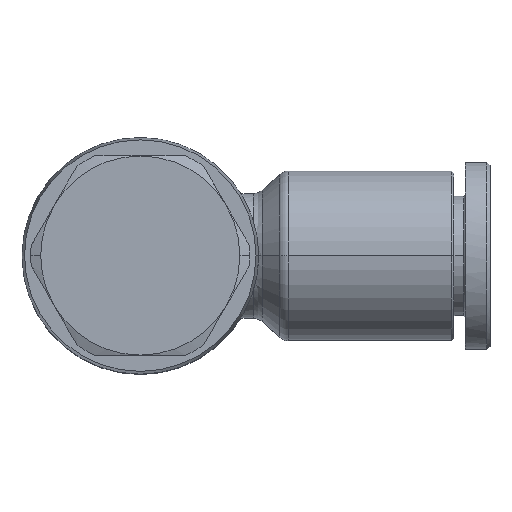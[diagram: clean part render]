
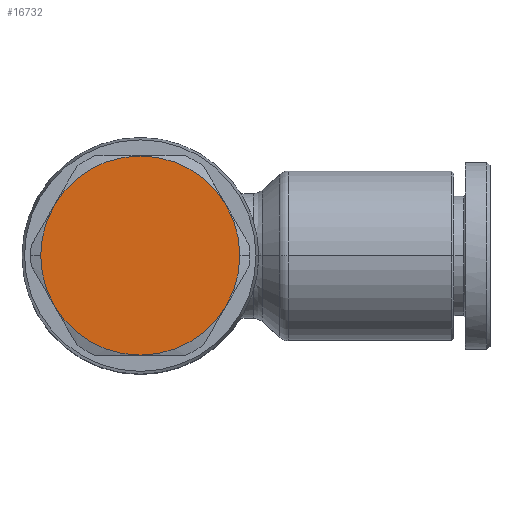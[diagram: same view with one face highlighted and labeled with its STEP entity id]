
A CAD part, top view. The second image highlights one B-rep face of the part: STEP entity #16732.
In plain terms, the highlighted planar face has unit normal (0, 0, 1).
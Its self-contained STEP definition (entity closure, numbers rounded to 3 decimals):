
#1892=CARTESIAN_POINT('',(-3.5,0.,12.));
#1893=VERTEX_POINT('',#1892);
#1901=CARTESIAN_POINT('',(-2.428,-4.,12.));
#1902=VERTEX_POINT('',#1901);
#1916=CARTESIAN_POINT('',(4.5,0.,12.));
#1917=DIRECTION('',(0.0,0.0,1.0));
#1918=DIRECTION('',(1.0,0.0,0.0));
#1919=AXIS2_PLACEMENT_3D('',#1916,#1917,#1918);
#1920=CIRCLE('',#1919,8.);
#1921=EDGE_CURVE('',#1893,#1902,#1920,.T.);
#1931=CARTESIAN_POINT('',(12.5,0.,12.));
#1932=VERTEX_POINT('',#1931);
#1939=CARTESIAN_POINT('',(11.428,-4.,12.));
#1940=VERTEX_POINT('',#1939);
#1941=CARTESIAN_POINT('',(4.5,0.,12.));
#1942=DIRECTION('',(0.0,0.0,1.0));
#1943=DIRECTION('',(1.0,0.0,0.0));
#1944=AXIS2_PLACEMENT_3D('',#1941,#1942,#1943);
#1945=CIRCLE('',#1944,8.);
#1946=EDGE_CURVE('',#1940,#1932,#1945,.T.);
#16126=CARTESIAN_POINT('',(11.428,4.,12.));
#16127=VERTEX_POINT('',#16126);
#16150=CARTESIAN_POINT('',(4.5,8.0,12.));
#16151=VERTEX_POINT('',#16150);
#16165=CARTESIAN_POINT('',(4.5,0.,12.));
#16166=DIRECTION('',(0.0,0.0,1.0));
#16167=DIRECTION('',(1.0,0.0,0.0));
#16168=AXIS2_PLACEMENT_3D('',#16165,#16166,#16167);
#16169=CIRCLE('',#16168,8.);
#16170=EDGE_CURVE('',#16127,#16151,#16169,.T.);
#16203=CARTESIAN_POINT('',(4.5,0.,12.));
#16204=DIRECTION('',(0.0,0.0,1.0));
#16205=DIRECTION('',(1.0,0.0,0.0));
#16206=AXIS2_PLACEMENT_3D('',#16203,#16204,#16205);
#16207=CIRCLE('',#16206,8.);
#16208=EDGE_CURVE('',#1932,#16127,#16207,.T.);
#16220=CARTESIAN_POINT('',(4.5,-8.,12.0));
#16221=VERTEX_POINT('',#16220);
#16257=CARTESIAN_POINT('',(4.5,0.,12.));
#16258=DIRECTION('',(0.0,0.0,1.0));
#16259=DIRECTION('',(1.0,0.0,0.0));
#16260=AXIS2_PLACEMENT_3D('',#16257,#16258,#16259);
#16261=CIRCLE('',#16260,8.);
#16262=EDGE_CURVE('',#16221,#1940,#16261,.T.);
#16287=CARTESIAN_POINT('',(4.5,0.,12.));
#16288=DIRECTION('',(0.0,0.0,1.0));
#16289=DIRECTION('',(1.0,0.0,0.0));
#16290=AXIS2_PLACEMENT_3D('',#16287,#16288,#16289);
#16291=CIRCLE('',#16290,8.);
#16292=EDGE_CURVE('',#1902,#16221,#16291,.T.);
#16325=CARTESIAN_POINT('',(-2.428,4.,12.));
#16326=VERTEX_POINT('',#16325);
#16327=CARTESIAN_POINT('',(4.5,0.,12.));
#16328=DIRECTION('',(0.0,0.0,1.0));
#16329=DIRECTION('',(1.0,0.0,0.0));
#16330=AXIS2_PLACEMENT_3D('',#16327,#16328,#16329);
#16331=CIRCLE('',#16330,8.);
#16332=EDGE_CURVE('',#16326,#1893,#16331,.T.);
#16379=CARTESIAN_POINT('',(4.5,0.,12.));
#16380=DIRECTION('',(0.0,0.0,1.0));
#16381=DIRECTION('',(1.0,0.0,0.0));
#16382=AXIS2_PLACEMENT_3D('',#16379,#16380,#16381);
#16383=CIRCLE('',#16382,8.);
#16384=EDGE_CURVE('',#16151,#16326,#16383,.T.);
#16717=CARTESIAN_POINT('',(9.25,0.,12.));
#16718=DIRECTION('',(0.0,0.0,1.0));
#16719=DIRECTION('',(-1.0,0.0,0.0));
#16720=AXIS2_PLACEMENT_3D('',#16717,#16718,#16719);
#16721=PLANE('',#16720);
#16722=ORIENTED_EDGE('',*,*,#16384,.T.);
#16723=ORIENTED_EDGE('',*,*,#16332,.T.);
#16724=ORIENTED_EDGE('',*,*,#1921,.T.);
#16725=ORIENTED_EDGE('',*,*,#16292,.T.);
#16726=ORIENTED_EDGE('',*,*,#16262,.T.);
#16727=ORIENTED_EDGE('',*,*,#1946,.T.);
#16728=ORIENTED_EDGE('',*,*,#16208,.T.);
#16729=ORIENTED_EDGE('',*,*,#16170,.T.);
#16730=EDGE_LOOP('',(#16722,#16723,#16724,#16725,#16726,#16727,#16728,#16729));
#16731=FACE_OUTER_BOUND('',#16730,.T.);
#16732=ADVANCED_FACE('',(#16731),#16721,.T.);
